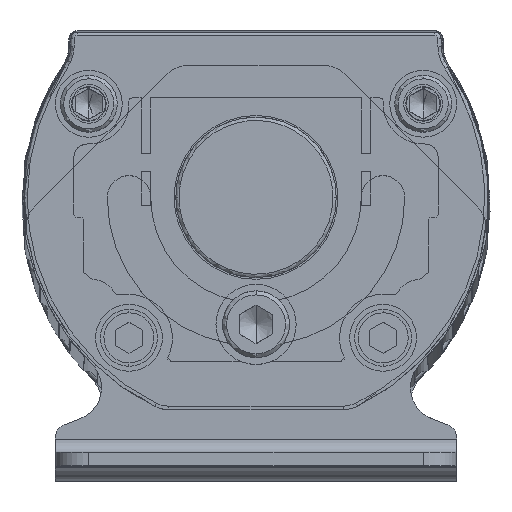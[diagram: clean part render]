
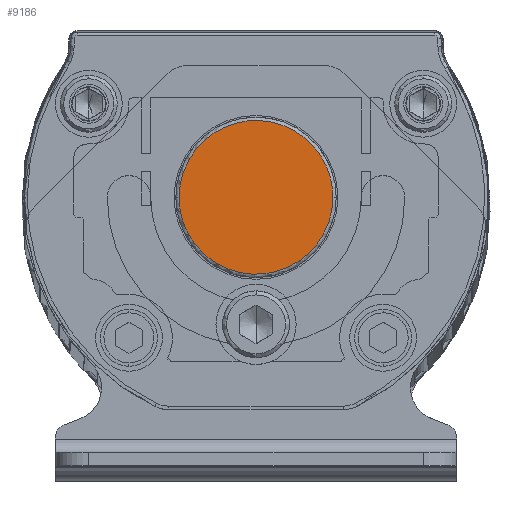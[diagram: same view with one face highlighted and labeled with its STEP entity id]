
A CAD part, top view. The second image highlights one B-rep face of the part: STEP entity #9186.
In plain terms, the highlighted planar face has unit normal (0, 0, 1).
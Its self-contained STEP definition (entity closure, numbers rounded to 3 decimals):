
#296 = PLANE ( 'NONE',  #29242 ) ;
#316 = CARTESIAN_POINT ( 'NONE',  ( -11.499, 63.202, 1279.503 ) ) ;
#3251 = CARTESIAN_POINT ( 'NONE',  ( -11.495, 17.202, 1279.503 ) ) ;
#3606 =( BOUNDED_CURVE ( )  B_SPLINE_CURVE ( 3, ( #34720, #316, #8685, #11535 ),
 .UNSPECIFIED., .F., .T. ) 
 B_SPLINE_CURVE_WITH_KNOTS ( ( 4, 4 ),
 ( 0.5, 1. ),
 .UNSPECIFIED. ) 
 CURVE ( )  GEOMETRIC_REPRESENTATION_ITEM ( )  RATIONAL_B_SPLINE_CURVE ( ( 1., 0.333, 0.333, 1. ) ) 
 REPRESENTATION_ITEM ( '' )  );
#6164 = CARTESIAN_POINT ( 'NONE',  ( -10.997, 29.201, 1279.503 ) ) ;
#6766 = ORIENTED_EDGE ( 'NONE', *, *, #27289, .F. ) ;
#8685 = CARTESIAN_POINT ( 'NONE',  ( 11.501, 63.204, 1279.503 ) ) ;
#9186 = ADVANCED_FACE ( 'NONE', ( #23319 ), #296, .F. ) ;
#9227 = DIRECTION ( 'NONE',  ( 0., 0., -1. ) ) ;
#11535 = CARTESIAN_POINT ( 'NONE',  ( 11.503, 40.204, 1279.503 ) ) ;
#12394 = CARTESIAN_POINT ( 'NONE',  ( -11.497, 40.202, 1279.503 ) ) ;
#17729 = CARTESIAN_POINT ( 'NONE',  ( 11.503, 40.204, 1279.503 ) ) ;
#19712 = ORIENTED_EDGE ( 'NONE', *, *, #23579, .F. ) ;
#23319 = FACE_OUTER_BOUND ( 'NONE', #34007, .T. ) ;
#23579 = EDGE_CURVE ( 'NONE', #29930, #30628, #3606, .T. ) ;
#23613 = CARTESIAN_POINT ( 'NONE',  ( 11.505, 17.204, 1279.503 ) ) ;
#25732 =( BOUNDED_CURVE ( )  B_SPLINE_CURVE ( 3, ( #17729, #23613, #3251, #12394 ),
 .UNSPECIFIED., .F., .T. ) 
 B_SPLINE_CURVE_WITH_KNOTS ( ( 4, 4 ),
 ( 0., 0.5 ),
 .UNSPECIFIED. ) 
 CURVE ( )  GEOMETRIC_REPRESENTATION_ITEM ( )  RATIONAL_B_SPLINE_CURVE ( ( 1., 0.333, 0.333, 1. ) ) 
 REPRESENTATION_ITEM ( '' )  );
#27289 = EDGE_CURVE ( 'NONE', #30628, #29930, #25732, .T. ) ;
#27797 = CARTESIAN_POINT ( 'NONE',  ( 11.503, 40.204, 1279.503 ) ) ;
#29242 = AXIS2_PLACEMENT_3D ( 'NONE', #6164, #9227, #29376 ) ;
#29376 = DIRECTION ( 'NONE',  ( -1., 0., 0. ) ) ;
#29930 = VERTEX_POINT ( 'NONE', #32313 ) ;
#30628 = VERTEX_POINT ( 'NONE', #27797 ) ;
#32313 = CARTESIAN_POINT ( 'NONE',  ( -11.497, 40.202, 1279.503 ) ) ;
#34007 = EDGE_LOOP ( 'NONE', ( #19712, #6766 ) ) ;
#34720 = CARTESIAN_POINT ( 'NONE',  ( -11.497, 40.202, 1279.503 ) ) ;
